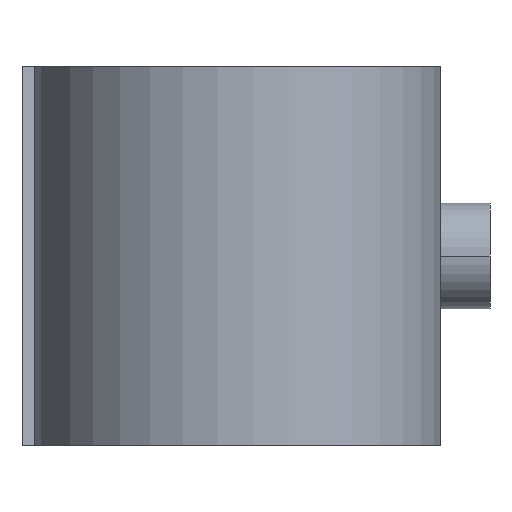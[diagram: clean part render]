
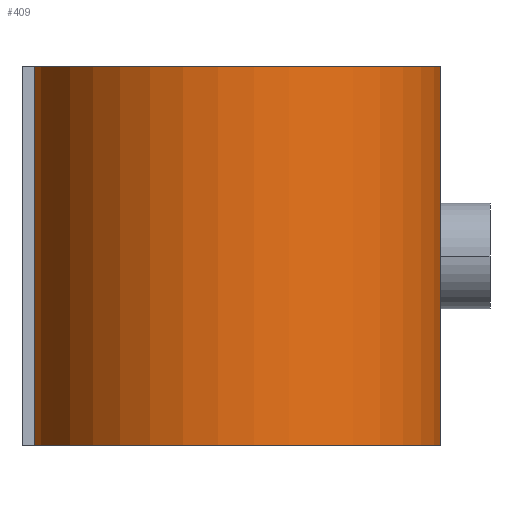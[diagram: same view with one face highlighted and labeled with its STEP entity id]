
A CAD part, front view. The second image highlights one B-rep face of the part: STEP entity #409.
In plain terms, the highlighted cylindrical face has radius 120.9 mm (diameter 241.8 mm), a partial arc.
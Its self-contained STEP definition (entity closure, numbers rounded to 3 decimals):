
#257 = VERTEX_POINT( '', #690 );
#305 = VERTEX_POINT( '', #743 );
#405 = VERTEX_POINT( '', #851 );
#409 = ADVANCED_FACE( '', ( #855 ), #856, .T. );
#415 = EDGE_CURVE( '', #483, #257, #862, .T. );
#463 = EDGE_CURVE( '', #483, #405, #913, .T. );
#483 = VERTEX_POINT( '', #938 );
#491 = EDGE_CURVE( '', #305, #405, #947, .T. );
#633 = EDGE_CURVE( '', #257, #305, #1107, .T. );
#690 = CARTESIAN_POINT( '', ( -120.53, -9.45, -112.5 ) );
#743 = CARTESIAN_POINT( '', ( 120.53, 9.45, -112.5 ) );
#851 = CARTESIAN_POINT( '', ( 120.53, 9.45, 112.5 ) );
#855 = FACE_OUTER_BOUND( '', #1517, .T. );
#856 = CYLINDRICAL_SURFACE( '', #1518, 120.9 );
#862 = LINE( '', #1591, #1592 );
#913 = CIRCLE( '', #1693, 120.9 );
#938 = CARTESIAN_POINT( '', ( -120.53, -9.45, 112.5 ) );
#947 = LINE( '', #1733, #1734 );
#1107 = CIRCLE( '', #2165, 120.9 );
#1517 = EDGE_LOOP( '', ( #2453, #2454, #2455, #2456 ) );
#1518 = AXIS2_PLACEMENT_3D( '', #2457, #2458, #2459 );
#1591 = CARTESIAN_POINT( '', ( -120.53, -9.45, 112.5 ) );
#1592 = VECTOR( '', #2460, 1. );
#1693 = AXIS2_PLACEMENT_3D( '', #2520, #2521, #2522 );
#1733 = CARTESIAN_POINT( '', ( 120.53, 9.45, 112.5 ) );
#1734 = VECTOR( '', #2581, 1. );
#2165 = AXIS2_PLACEMENT_3D( '', #2764, #2765, #2766 );
#2453 = ORIENTED_EDGE( '', *, *, #491, .T. );
#2454 = ORIENTED_EDGE( '', *, *, #463, .F. );
#2455 = ORIENTED_EDGE( '', *, *, #415, .T. );
#2456 = ORIENTED_EDGE( '', *, *, #633, .T. );
#2457 = CARTESIAN_POINT( '', ( 0., 0., 112.5 ) );
#2458 = DIRECTION( '', ( 0., 0., 1. ) );
#2459 = DIRECTION( '', ( -0.997, -0.078, 0. ) );
#2460 = DIRECTION( '', ( 0., 0., -1. ) );
#2520 = CARTESIAN_POINT( '', ( 0., 0., 112.5 ) );
#2521 = DIRECTION( '', ( 0., 0., 1. ) );
#2522 = DIRECTION( '', ( -0.997, -0.078, 0. ) );
#2581 = DIRECTION( '', ( 0., 0., 1. ) );
#2764 = CARTESIAN_POINT( '', ( 0., 0., -112.5 ) );
#2765 = DIRECTION( '', ( 0., 0., 1. ) );
#2766 = DIRECTION( '', ( -0.997, -0.078, 0. ) );
